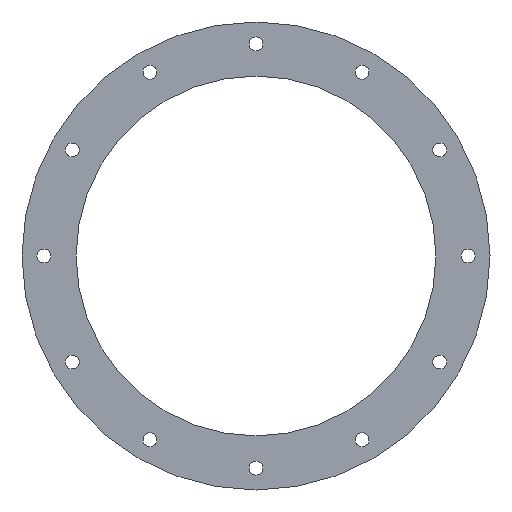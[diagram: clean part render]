
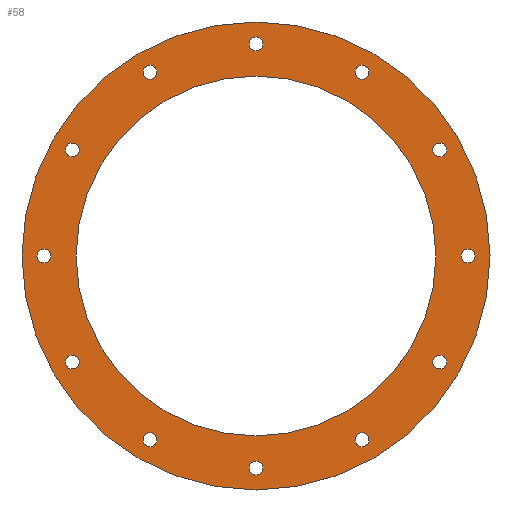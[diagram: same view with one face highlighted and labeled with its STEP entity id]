
A CAD part, left-side view. The second image highlights one B-rep face of the part: STEP entity #58.
In plain terms, the highlighted planar face has unit normal (-1, 0, 0).
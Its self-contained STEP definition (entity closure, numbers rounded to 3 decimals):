
#58 = ADVANCED_FACE( '', ( #141, #142, #143, #144, #145, #146, #147, #148, #149, #150, #151, #152, #153, #154 ), #155, .T. );
#141 = FACE_BOUND( '', #252, .T. );
#142 = FACE_BOUND( '', #253, .T. );
#143 = FACE_BOUND( '', #254, .T. );
#144 = FACE_BOUND( '', #255, .T. );
#145 = FACE_BOUND( '', #256, .T. );
#146 = FACE_BOUND( '', #257, .T. );
#147 = FACE_BOUND( '', #258, .T. );
#148 = FACE_BOUND( '', #259, .T. );
#149 = FACE_BOUND( '', #260, .T. );
#150 = FACE_BOUND( '', #261, .T. );
#151 = FACE_BOUND( '', #262, .T. );
#152 = FACE_BOUND( '', #263, .T. );
#153 = FACE_BOUND( '', #264, .T. );
#154 = FACE_OUTER_BOUND( '', #265, .T. );
#155 = PLANE( '', #266 );
#252 = EDGE_LOOP( '', ( #371 ) );
#253 = EDGE_LOOP( '', ( #372 ) );
#254 = EDGE_LOOP( '', ( #373 ) );
#255 = EDGE_LOOP( '', ( #374 ) );
#256 = EDGE_LOOP( '', ( #375 ) );
#257 = EDGE_LOOP( '', ( #376 ) );
#258 = EDGE_LOOP( '', ( #377 ) );
#259 = EDGE_LOOP( '', ( #378 ) );
#260 = EDGE_LOOP( '', ( #379 ) );
#261 = EDGE_LOOP( '', ( #380 ) );
#262 = EDGE_LOOP( '', ( #381 ) );
#263 = EDGE_LOOP( '', ( #382 ) );
#264 = EDGE_LOOP( '', ( #383 ) );
#265 = EDGE_LOOP( '', ( #384 ) );
#266 = AXIS2_PLACEMENT_3D( '', #385, #386, #387 );
#371 = ORIENTED_EDGE( '', *, *, #489, .T. );
#372 = ORIENTED_EDGE( '', *, *, #490, .T. );
#373 = ORIENTED_EDGE( '', *, *, #491, .T. );
#374 = ORIENTED_EDGE( '', *, *, #492, .T. );
#375 = ORIENTED_EDGE( '', *, *, #493, .T. );
#376 = ORIENTED_EDGE( '', *, *, #494, .T. );
#377 = ORIENTED_EDGE( '', *, *, #495, .T. );
#378 = ORIENTED_EDGE( '', *, *, #486, .T. );
#379 = ORIENTED_EDGE( '', *, *, #484, .T. );
#380 = ORIENTED_EDGE( '', *, *, #496, .T. );
#381 = ORIENTED_EDGE( '', *, *, #497, .T. );
#382 = ORIENTED_EDGE( '', *, *, #498, .T. );
#383 = ORIENTED_EDGE( '', *, *, #499, .T. );
#384 = ORIENTED_EDGE( '', *, *, #461, .F. );
#385 = CARTESIAN_POINT( '', ( 0., 160., 0. ) );
#386 = DIRECTION( '', ( -1., 0., 0. ) );
#387 = DIRECTION( '', ( 0., 0., 1. ) );
#461 = EDGE_CURVE( '', #513, #513, #514, .T. );
#484 = EDGE_CURVE( '', #555, #555, #556, .T. );
#486 = EDGE_CURVE( '', #558, #558, #559, .T. );
#489 = EDGE_CURVE( '', #562, #562, #563, .T. );
#490 = EDGE_CURVE( '', #564, #564, #565, .T. );
#491 = EDGE_CURVE( '', #566, #566, #567, .T. );
#492 = EDGE_CURVE( '', #568, #568, #569, .T. );
#493 = EDGE_CURVE( '', #570, #570, #571, .T. );
#494 = EDGE_CURVE( '', #572, #572, #573, .T. );
#495 = EDGE_CURVE( '', #574, #574, #575, .T. );
#496 = EDGE_CURVE( '', #576, #576, #577, .T. );
#497 = EDGE_CURVE( '', #578, #578, #579, .T. );
#498 = EDGE_CURVE( '', #580, #580, #581, .T. );
#499 = EDGE_CURVE( '', #582, #582, #583, .T. );
#513 = VERTEX_POINT( '', #597 );
#514 = CIRCLE( '', #598, 160. );
#555 = VERTEX_POINT( '', #639 );
#556 = CIRCLE( '', #640, 4.75 );
#558 = VERTEX_POINT( '', #642 );
#559 = CIRCLE( '', #643, 4.75 );
#562 = VERTEX_POINT( '', #646 );
#563 = CIRCLE( '', #647, 123. );
#564 = VERTEX_POINT( '', #648 );
#565 = CIRCLE( '', #649, 4.75 );
#566 = VERTEX_POINT( '', #650 );
#567 = CIRCLE( '', #651, 4.75 );
#568 = VERTEX_POINT( '', #652 );
#569 = CIRCLE( '', #653, 4.75 );
#570 = VERTEX_POINT( '', #654 );
#571 = CIRCLE( '', #655, 4.75 );
#572 = VERTEX_POINT( '', #656 );
#573 = CIRCLE( '', #657, 4.75 );
#574 = VERTEX_POINT( '', #658 );
#575 = CIRCLE( '', #659, 4.75 );
#576 = VERTEX_POINT( '', #660 );
#577 = CIRCLE( '', #661, 4.75 );
#578 = VERTEX_POINT( '', #662 );
#579 = CIRCLE( '', #663, 4.75 );
#580 = VERTEX_POINT( '', #664 );
#581 = CIRCLE( '', #665, 4.75 );
#582 = VERTEX_POINT( '', #666 );
#583 = CIRCLE( '', #667, 4.75 );
#597 = CARTESIAN_POINT( '', ( 0., 0., -160. ) );
#598 = AXIS2_PLACEMENT_3D( '', #680, #681, #682 );
#639 = CARTESIAN_POINT( '', ( 0., -72.5, 120.824 ) );
#640 = AXIS2_PLACEMENT_3D( '', #737, #738, #739 );
#642 = CARTESIAN_POINT( '', ( 0., -125.574, 67.75 ) );
#643 = AXIS2_PLACEMENT_3D( '', #740, #741, #742 );
#646 = CARTESIAN_POINT( '', ( 0., 0., -123. ) );
#647 = AXIS2_PLACEMENT_3D( '', #743, #744, #745 );
#648 = CARTESIAN_POINT( '', ( 0., 145., -4.75 ) );
#649 = AXIS2_PLACEMENT_3D( '', #746, #747, #748 );
#650 = CARTESIAN_POINT( '', ( 0., 72.5, -130.324 ) );
#651 = AXIS2_PLACEMENT_3D( '', #749, #750, #751 );
#652 = CARTESIAN_POINT( '', ( 0., 0., -149.75 ) );
#653 = AXIS2_PLACEMENT_3D( '', #752, #753, #754 );
#654 = CARTESIAN_POINT( '', ( 0., -72.5, -130.324 ) );
#655 = AXIS2_PLACEMENT_3D( '', #755, #756, #757 );
#656 = CARTESIAN_POINT( '', ( 0., -125.574, -77.25 ) );
#657 = AXIS2_PLACEMENT_3D( '', #758, #759, #760 );
#658 = CARTESIAN_POINT( '', ( 0., -145., -4.75 ) );
#659 = AXIS2_PLACEMENT_3D( '', #761, #762, #763 );
#660 = CARTESIAN_POINT( '', ( 0., 0., 140.25 ) );
#661 = AXIS2_PLACEMENT_3D( '', #764, #765, #766 );
#662 = CARTESIAN_POINT( '', ( 0., 72.5, 120.824 ) );
#663 = AXIS2_PLACEMENT_3D( '', #767, #768, #769 );
#664 = CARTESIAN_POINT( '', ( 0., 125.574, 67.75 ) );
#665 = AXIS2_PLACEMENT_3D( '', #770, #771, #772 );
#666 = CARTESIAN_POINT( '', ( 0., 125.574, -77.25 ) );
#667 = AXIS2_PLACEMENT_3D( '', #773, #774, #775 );
#680 = CARTESIAN_POINT( '', ( 0., 0., 0. ) );
#681 = DIRECTION( '', ( 1., 0., 0. ) );
#682 = DIRECTION( '', ( 0., 0., -1. ) );
#737 = CARTESIAN_POINT( '', ( 0., -72.5, 125.574 ) );
#738 = DIRECTION( '', ( 1., 0., 0. ) );
#739 = DIRECTION( '', ( 0., 0., -1. ) );
#740 = CARTESIAN_POINT( '', ( 0., -125.574, 72.5 ) );
#741 = DIRECTION( '', ( 1., 0., 0. ) );
#742 = DIRECTION( '', ( 0., 0., -1. ) );
#743 = CARTESIAN_POINT( '', ( 0., 0., 0. ) );
#744 = DIRECTION( '', ( 1., 0., 0. ) );
#745 = DIRECTION( '', ( 0., 0., -1. ) );
#746 = CARTESIAN_POINT( '', ( 0., 145., 0. ) );
#747 = DIRECTION( '', ( 1., 0., 0. ) );
#748 = DIRECTION( '', ( 0., 0., -1. ) );
#749 = CARTESIAN_POINT( '', ( 0., 72.5, -125.574 ) );
#750 = DIRECTION( '', ( 1., 0., 0. ) );
#751 = DIRECTION( '', ( 0., 0., -1. ) );
#752 = CARTESIAN_POINT( '', ( 0., 0., -145. ) );
#753 = DIRECTION( '', ( 1., 0., 0. ) );
#754 = DIRECTION( '', ( 0., 0., -1. ) );
#755 = CARTESIAN_POINT( '', ( 0., -72.5, -125.574 ) );
#756 = DIRECTION( '', ( 1., 0., 0. ) );
#757 = DIRECTION( '', ( 0., 0., -1. ) );
#758 = CARTESIAN_POINT( '', ( 0., -125.574, -72.5 ) );
#759 = DIRECTION( '', ( 1., 0., 0. ) );
#760 = DIRECTION( '', ( 0., 0., -1. ) );
#761 = CARTESIAN_POINT( '', ( 0., -145., 0. ) );
#762 = DIRECTION( '', ( 1., 0., 0. ) );
#763 = DIRECTION( '', ( 0., 0., -1. ) );
#764 = CARTESIAN_POINT( '', ( 0., 0., 145. ) );
#765 = DIRECTION( '', ( 1., 0., 0. ) );
#766 = DIRECTION( '', ( 0., 0., -1. ) );
#767 = CARTESIAN_POINT( '', ( 0., 72.5, 125.574 ) );
#768 = DIRECTION( '', ( 1., 0., 0. ) );
#769 = DIRECTION( '', ( 0., 0., -1. ) );
#770 = CARTESIAN_POINT( '', ( 0., 125.574, 72.5 ) );
#771 = DIRECTION( '', ( 1., 0., 0. ) );
#772 = DIRECTION( '', ( 0., 0., -1. ) );
#773 = CARTESIAN_POINT( '', ( 0., 125.574, -72.5 ) );
#774 = DIRECTION( '', ( 1., 0., 0. ) );
#775 = DIRECTION( '', ( 0., 0., -1. ) );
